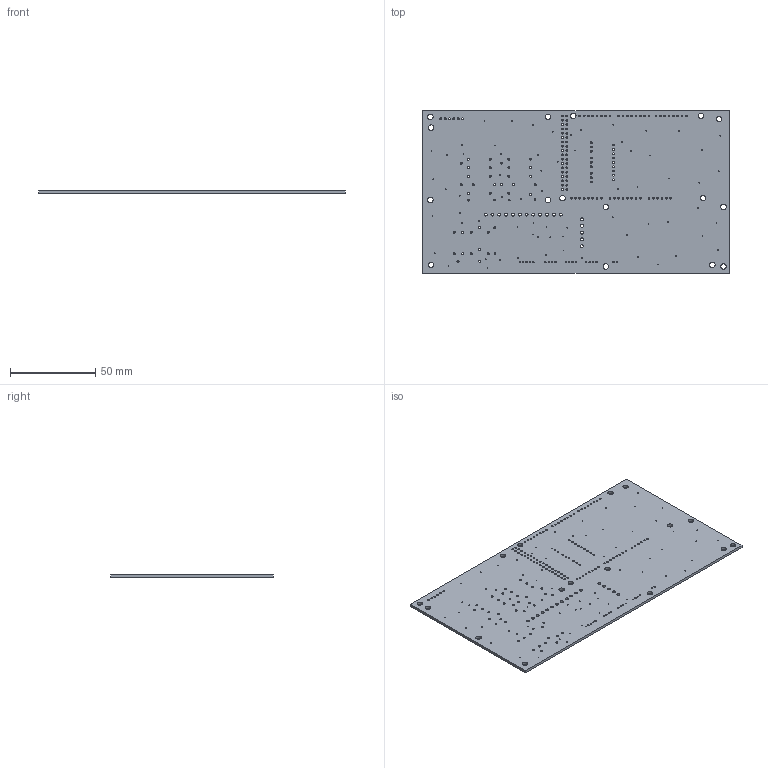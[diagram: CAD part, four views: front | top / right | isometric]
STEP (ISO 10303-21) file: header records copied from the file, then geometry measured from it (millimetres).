
FILE_DESCRIPTION(('KiCad electronic assembly'),'2;1');
FILE_NAME('ODMeter.step','2018-08-14T15:25:30',('An Author'),( 'A Company'),'Open CASCADE STEP processor 6.8', 'KiCad to STEP converter','Unknown');
FILE_SCHEMA(('AUTOMOTIVE_DESIGN_CC2 { 1 2 10303 214 -1 1 5 4 }'));
Length unit declared in the file: millimetre
Products named in the file (2): Open CASCADE STEP translator 6.8 1; COMPOUND
Assembly tree (1 placements, depth 2):
  Open CASCADE STEP translator 6.8 1
    COMPOUND
Bounding box: 180 x 95.5 x 1.6 mm (x, y, z)
Volume: 26982.4 mm3; surface area: 36058.6 mm2
Topology: 1 solids, 1 shells, 274 faces, 816 edges, 544 vertices
Faces by surface type: cylinder 268, plane 6
Full cylindrical faces by diameter (mm): 0.508 x68, 0.8 x19, 1 x18, 1.016 x82, 1.1 x12, 1.2 x36, 1.7 x3, 1.73 x14, 3.175 x4, 3.2 x4, 3.25 x8
Entity records: 21263 total; most frequent: DIRECTION 3536, CARTESIAN_POINT 3268, ORIENTED_EDGE 1632, PCURVE 1632, DEFINITIONAL_REPRESENTATION 1632, LINE 1376, VECTOR 1376, CIRCLE 1072
